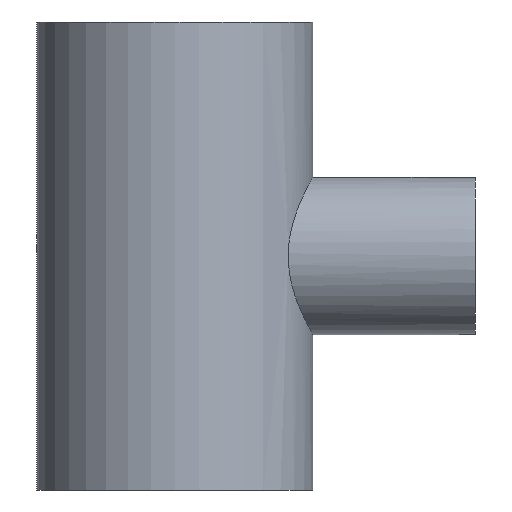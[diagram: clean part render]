
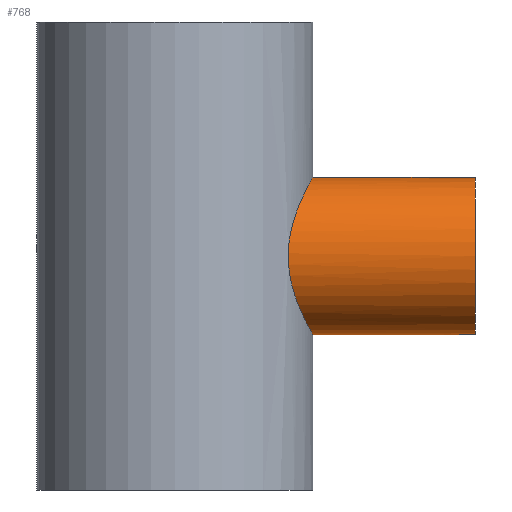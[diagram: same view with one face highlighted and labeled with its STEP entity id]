
A CAD part, front view. The second image highlights one B-rep face of the part: STEP entity #768.
In plain terms, the highlighted cylindrical face has radius 45 mm (diameter 90 mm), a partial arc.
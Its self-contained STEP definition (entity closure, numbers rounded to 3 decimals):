
#9 = CARTESIAN_POINT ( 'NONE',  ( 65.145, -44.696, -6.018 ) ) ;
#18 = CARTESIAN_POINT ( 'NONE',  ( 66.885, -42.046, -16.101 ) ) ;
#31 = CARTESIAN_POINT ( 'NONE',  ( 76.425, -20.198, -40.321 ) ) ;
#73 = ORIENTED_EDGE ( 'NONE', *, *, #137, .F. ) ;
#78 = DIRECTION ( 'NONE',  ( -1., 0., 0. ) ) ;
#83 = CARTESIAN_POINT ( 'NONE',  ( 172., 0., 0. ) ) ;
#105 = CARTESIAN_POINT ( 'NONE',  ( 64.93, -45.001, -3.034 ) ) ;
#111 = CARTESIAN_POINT ( 'NONE',  ( 65.755, -43.787, -10.405 ) ) ;
#126 = CARTESIAN_POINT ( 'NONE',  ( 74.487, -26.349, -36.508 ) ) ;
#132 = CARTESIAN_POINT ( 'NONE',  ( 65.76, -43.78, 10.434 ) ) ;
#137 = EDGE_CURVE ( 'NONE', #784, #1251, #1069, .T. ) ;
#183 = CARTESIAN_POINT ( 'NONE',  ( 67.938, -40.338, 20.157 ) ) ;
#189 = CARTESIAN_POINT ( 'NONE',  ( 77.619, -14.724, 42.529 ) ) ;
#194 = EDGE_CURVE ( 'NONE', #500, #1251, #1151, .T. ) ;
#200 = CARTESIAN_POINT ( 'NONE',  ( 77.341, -16.121, 42.02 ) ) ;
#205 = CARTESIAN_POINT ( 'NONE',  ( 72.522, -31.336, -32.305 ) ) ;
#219 = CARTESIAN_POINT ( 'NONE',  ( 78.824, -6.031, -44.693 ) ) ;
#226 = CARTESIAN_POINT ( 'NONE',  ( 64.944, -44.98, 1.535 ) ) ;
#227 = LINE ( 'NONE', #643, #329 ) ;
#232 = CARTESIAN_POINT ( 'NONE',  ( 64.931, -45., 0.775 ) ) ;
#233 = DIRECTION ( 'NONE',  ( -1., 0., 0. ) ) ;
#264 = ORIENTED_EDGE ( 'NONE', *, *, #1058, .T. ) ;
#271 = CARTESIAN_POINT ( 'NONE',  ( 71.39, -33.845, 29.692 ) ) ;
#303 = CARTESIAN_POINT ( 'NONE',  ( 77.755, -13.988, -42.777 ) ) ;
#307 = AXIS2_PLACEMENT_3D ( 'NONE', #1186, #786, #510 ) ;
#310 = CARTESIAN_POINT ( 'NONE',  ( 77.197, -16.795, -41.755 ) ) ;
#316 = CARTESIAN_POINT ( 'NONE',  ( 66.134, -43.213, -12.577 ) ) ;
#323 = CARTESIAN_POINT ( 'NONE',  ( 79., -3.05, -45. ) ) ;
#329 = VECTOR ( 'NONE', #233, 1000. ) ;
#371 = AXIS2_PLACEMENT_3D ( 'NONE', #83, #649, #859 ) ;
#375 = CARTESIAN_POINT ( 'NONE',  ( 70.043, -36.549, 26.292 ) ) ;
#404 = CARTESIAN_POINT ( 'NONE',  ( 73.189, -29.744, -33.776 ) ) ;
#413 = CARTESIAN_POINT ( 'NONE',  ( 69.194, -38.122, -23.921 ) ) ;
#420 = CARTESIAN_POINT ( 'NONE',  ( 67.586, -40.91, -18.802 ) ) ;
#427 = CARTESIAN_POINT ( 'NONE',  ( 65.194, -44.619, 6.035 ) ) ;
#441 = CARTESIAN_POINT ( 'NONE',  ( 172., 0., 45. ) ) ;
#480 = CARTESIAN_POINT ( 'NONE',  ( 77.194, -16.809, 41.749 ) ) ;
#486 = CARTESIAN_POINT ( 'NONE',  ( 74.464, -26.392, 36.456 ) ) ;
#498 = CARTESIAN_POINT ( 'NONE',  ( 74.041, -27.555, 35.584 ) ) ;
#500 = VERTEX_POINT ( 'NONE', #547 ) ;
#504 = CARTESIAN_POINT ( 'NONE',  ( 65.348, -44.394, 7.513 ) ) ;
#509 = CARTESIAN_POINT ( 'NONE',  ( 64.998, -44.903, 3.044 ) ) ;
#510 = DIRECTION ( 'NONE',  ( 0., 0., 1. ) ) ;
#531 = CARTESIAN_POINT ( 'NONE',  ( 66., -43.417, -11.854 ) ) ;
#547 = CARTESIAN_POINT ( 'NONE',  ( 79., 0., 45. ) ) ;
#560 = ORIENTED_EDGE ( 'NONE', *, *, #1156, .F. ) ;
#587 = CARTESIAN_POINT ( 'NONE',  ( 76.423, -20.204, 40.317 ) ) ;
#592 = CARTESIAN_POINT ( 'NONE',  ( 77.75, -14.014, 42.769 ) ) ;
#606 = CARTESIAN_POINT ( 'NONE',  ( 66.139, -43.206, 12.603 ) ) ;
#607 = CYLINDRICAL_SURFACE ( 'NONE', #307, 45. ) ;
#611 = CARTESIAN_POINT ( 'NONE',  ( 78.12, -11.849, -43.438 ) ) ;
#618 = CARTESIAN_POINT ( 'NONE',  ( 77.624, -14.699, -42.538 ) ) ;
#631 = CARTESIAN_POINT ( 'NONE',  ( 66.568, -42.543, 14.741 ) ) ;
#643 = CARTESIAN_POINT ( 'NONE',  ( 172., 0., 45. ) ) ;
#649 = DIRECTION ( 'NONE',  ( 1., 0., 0. ) ) ;
#674 = CARTESIAN_POINT ( 'NONE',  ( 68.746, -38.966, 22.694 ) ) ;
#681 = CARTESIAN_POINT ( 'NONE',  ( 79., -3.046, 45. ) ) ;
#690 = VECTOR ( 'NONE', #78, 1000. ) ;
#702 = CARTESIAN_POINT ( 'NONE',  ( 77.344, -16.104, -42.026 ) ) ;
#709 = CARTESIAN_POINT ( 'NONE',  ( 75.696, -22.75, -38.933 ) ) ;
#754 = EDGE_LOOP ( 'NONE', ( #73, #560, #264, #762 ) ) ;
#760 = CARTESIAN_POINT ( 'NONE',  ( 72.734, -30.854, 32.789 ) ) ;
#762 = ORIENTED_EDGE ( 'NONE', *, *, #194, .T. ) ;
#768 = ADVANCED_FACE ( 'NONE', ( #896 ), #607, .T. ) ;
#784 = VERTEX_POINT ( 'NONE', #1193 ) ;
#786 = DIRECTION ( 'NONE',  ( -1., 0., 0. ) ) ;
#795 = CARTESIAN_POINT ( 'NONE',  ( 65.037, -44.846, 3.795 ) ) ;
#802 = CARTESIAN_POINT ( 'NONE',  ( 65.648, -43.947, 9.706 ) ) ;
#809 = CARTESIAN_POINT ( 'NONE',  ( 70.496, -35.703, -27.545 ) ) ;
#815 = CARTESIAN_POINT ( 'NONE',  ( 68.773, -38.878, -22.673 ) ) ;
#842 = CARTESIAN_POINT ( 'NONE',  ( 79., 0., -45. ) ) ;
#859 = DIRECTION ( 'NONE',  ( 0., 0., -1. ) ) ;
#877 = CARTESIAN_POINT ( 'NONE',  ( 73.177, -29.792, 33.757 ) ) ;
#888 = CARTESIAN_POINT ( 'NONE',  ( 73.827, -28.124, 35.136 ) ) ;
#895 = CARTESIAN_POINT ( 'NONE',  ( 72.745, -30.814, -32.803 ) ) ;
#896 = FACE_OUTER_BOUND ( 'NONE', #754, .T. ) ;
#900 = CARTESIAN_POINT ( 'NONE',  ( 66.005, -43.41, 11.881 ) ) ;
#914 = CARTESIAN_POINT ( 'NONE',  ( 74.065, -27.51, -35.642 ) ) ;
#958 = CARTESIAN_POINT ( 'NONE',  ( 78.324, -10.417, 43.803 ) ) ;
#970 = CARTESIAN_POINT ( 'NONE',  ( 74.673, -25.795, 36.88 ) ) ;
#981 = CARTESIAN_POINT ( 'NONE',  ( 75.691, -22.768, 38.925 ) ) ;
#985 = CARTESIAN_POINT ( 'NONE',  ( 69.41, -37.729, -24.536 ) ) ;
#1005 = CARTESIAN_POINT ( 'NONE',  ( 71.402, -33.878, -29.759 ) ) ;
#1049 = CARTESIAN_POINT ( 'NONE',  ( 79., 0., 45. ) ) ;
#1057 = CARTESIAN_POINT ( 'NONE',  ( 66.89, -42.037, 16.124 ) ) ;
#1058 = EDGE_CURVE ( 'NONE', #1247, #500, #227, .T. ) ;
#1064 = CARTESIAN_POINT ( 'NONE',  ( 78.118, -11.865, 43.434 ) ) ;
#1069 = LINE ( 'NONE', #1158, #690 ) ;
#1074 = CARTESIAN_POINT ( 'NONE',  ( 78.825, -6.03, 44.694 ) ) ;
#1079 = CARTESIAN_POINT ( 'NONE',  ( 68.567, -39.24, -22.04 ) ) ;
#1086 = CARTESIAN_POINT ( 'NONE',  ( 67.965, -40.279, -20.118 ) ) ;
#1092 = CARTESIAN_POINT ( 'NONE',  ( 78.325, -10.406, -43.806 ) ) ;
#1150 = CARTESIAN_POINT ( 'NONE',  ( 71.841, -32.88, 30.757 ) ) ;
#1151 = B_SPLINE_CURVE_WITH_KNOTS ( 'NONE', 3,
 ( #1049, #681, #1074, #958, #1064, #592, #189, #200, #480, #587, #981, #970, #486, #498, #888, #877, #760, #1150, #271, #1256, #375, #674, #183, #1057, #631, #606, #900, #132, #802, #504, #427, #795, #509, #226, #232, #105, #9, #1185, #111, #531, #316, #1199, #18, #420, #1086, #1079, #815, #413, #985, #809, #1005, #205, #895, #404, #1191, #914, #126, #709, #31, #310, #702, #618, #303, #611, #1092, #219, #323, #1206 ),
 .UNSPECIFIED., .F., .F.,
 ( 4, 2, 2, 2, 2, 2, 2, 2, 2, 2, 2, 2, 2, 2, 2, 2, 2, 2, 2, 2, 2, 2, 2, 2, 2, 2, 2, 2, 2, 2, 2, 2, 2, 4 ),
 ( 0., 0.009, 0.013, 0.016, 0.018, 0.027, 0.029, 0.031, 0.036, 0.04, 0.045, 0.054, 0.058, 0.061, 0.063, 0.067, 0.07, 0.072, 0.081, 0.083, 0.085, 0.09, 0.094, 0.097, 0.099, 0.108, 0.11, 0.112, 0.117, 0.126, 0.128, 0.13, 0.135, 0.144 ),
 .UNSPECIFIED. ) ;
#1156 = EDGE_CURVE ( 'NONE', #1247, #784, #1254, .T. ) ;
#1158 = CARTESIAN_POINT ( 'NONE',  ( 172., 0., -45. ) ) ;
#1185 = CARTESIAN_POINT ( 'NONE',  ( 65.644, -43.954, -9.677 ) ) ;
#1186 = CARTESIAN_POINT ( 'NONE',  ( 172., 0., 0. ) ) ;
#1191 = CARTESIAN_POINT ( 'NONE',  ( 73.41, -29.194, -34.252 ) ) ;
#1193 = CARTESIAN_POINT ( 'NONE',  ( 172., 0., -45. ) ) ;
#1199 = CARTESIAN_POINT ( 'NONE',  ( 66.563, -42.552, -14.715 ) ) ;
#1206 = CARTESIAN_POINT ( 'NONE',  ( 79., 0., -45. ) ) ;
#1247 = VERTEX_POINT ( 'NONE', #441 ) ;
#1251 = VERTEX_POINT ( 'NONE', #842 ) ;
#1254 = CIRCLE ( 'NONE', #371, 45. ) ;
#1256 = CARTESIAN_POINT ( 'NONE',  ( 70.492, -35.678, 27.462 ) ) ;
